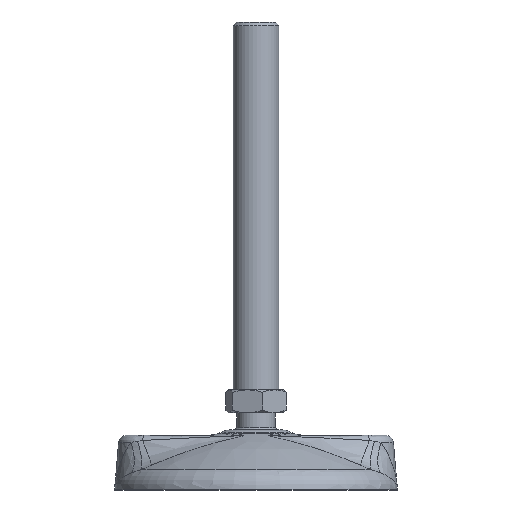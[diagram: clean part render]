
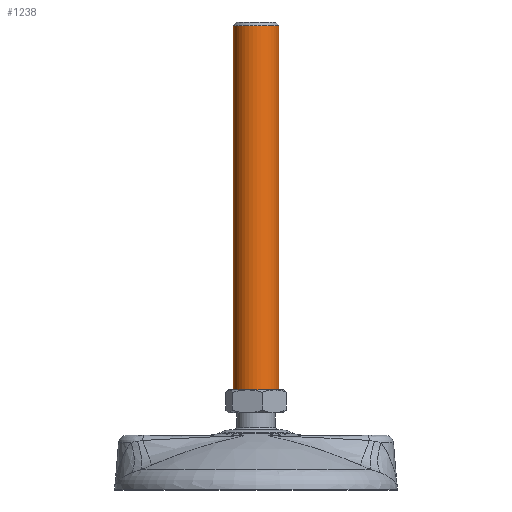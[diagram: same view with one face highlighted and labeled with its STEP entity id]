
A CAD part, front view. The second image highlights one B-rep face of the part: STEP entity #1238.
In plain terms, the highlighted cylindrical face has radius 10 mm (diameter 20 mm), a full revolution.
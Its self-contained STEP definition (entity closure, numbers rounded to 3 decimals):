
#212=CYLINDRICAL_SURFACE('',#1395,10.);
#219=FACE_OUTER_BOUND('',#299,.T.);
#299=EDGE_LOOP('',(#844,#845,#846,#847));
#386=LINE('',#1891,#411);
#411=VECTOR('',#1560,10.);
#435=CIRCLE('',#1393,10.);
#437=CIRCLE('',#1396,10.);
#531=VERTEX_POINT('',#1883);
#533=VERTEX_POINT('',#1889);
#651=EDGE_CURVE('',#531,#531,#435,.T.);
#654=EDGE_CURVE('',#533,#533,#437,.T.);
#655=EDGE_CURVE('',#533,#531,#386,.T.);
#844=ORIENTED_EDGE('',*,*,#654,.T.);
#845=ORIENTED_EDGE('',*,*,#655,.T.);
#846=ORIENTED_EDGE('',*,*,#651,.F.);
#847=ORIENTED_EDGE('',*,*,#655,.F.);
#1238=ADVANCED_FACE('',(#219),#212,.T.);
#1393=AXIS2_PLACEMENT_3D('',#1884,#1551,#1552);
#1395=AXIS2_PLACEMENT_3D('',#1888,#1556,#1557);
#1396=AXIS2_PLACEMENT_3D('',#1890,#1558,#1559);
#1551=DIRECTION('center_axis',(0.,1.,0.));
#1552=DIRECTION('ref_axis',(1.,0.,0.));
#1556=DIRECTION('center_axis',(0.,-1.,0.));
#1557=DIRECTION('ref_axis',(1.,0.,0.));
#1558=DIRECTION('center_axis',(0.,1.,0.));
#1559=DIRECTION('ref_axis',(1.,0.,0.));
#1560=DIRECTION('',(0.,1.,0.));
#1883=CARTESIAN_POINT('',(-10.,202.611,0.));
#1884=CARTESIAN_POINT('Origin',(0.,202.611,0.));
#1888=CARTESIAN_POINT('Origin',(0.,121.233,0.));
#1889=CARTESIAN_POINT('',(-10.,43.,0.));
#1890=CARTESIAN_POINT('Origin',(0.,43.,0.));
#1891=CARTESIAN_POINT('',(-10.,121.233,0.));
